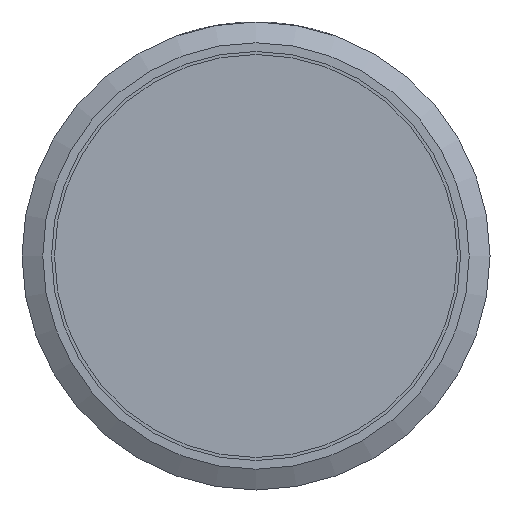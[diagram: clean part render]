
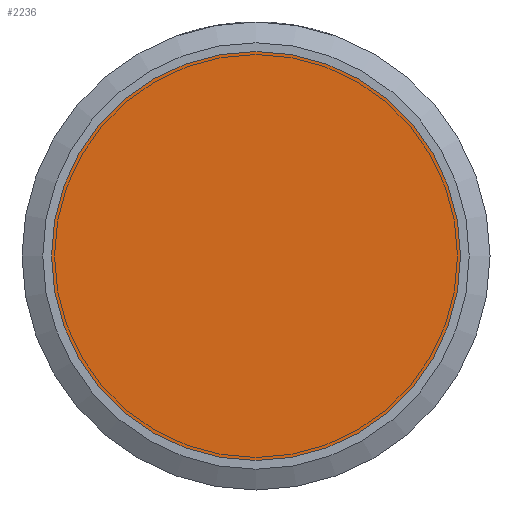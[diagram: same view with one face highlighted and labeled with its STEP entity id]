
A CAD part, front view. The second image highlights one B-rep face of the part: STEP entity #2236.
In plain terms, the highlighted planar face has unit normal (0, -1, 0).
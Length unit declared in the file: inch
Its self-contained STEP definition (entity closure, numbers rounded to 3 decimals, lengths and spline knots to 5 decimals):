
#375 = DIRECTION ( 'NONE',  ( 0., 1., 0. ) ) ;
#425 = CARTESIAN_POINT ( 'NONE',  ( 0.79808, 0.03915, 2.02208 ) ) ;
#669 = AXIS2_PLACEMENT_3D ( 'NONE', #425, #375, #3410 ) ;
#702 = DIRECTION ( 'NONE',  ( 0., 0., -1. ) ) ;
#1425 = EDGE_CURVE ( 'NONE', #2506, #2506, #1657, .T. ) ;
#1460 = PLANE ( 'NONE',  #1962 ) ;
#1657 = CIRCLE ( 'NONE', #669, 0.30966 ) ;
#1754 = FACE_OUTER_BOUND ( 'NONE', #3829, .T. ) ;
#1962 = AXIS2_PLACEMENT_3D ( 'NONE', #4885, #3740, #702 ) ;
#2236 = ADVANCED_FACE ( 'NONE', ( #1754 ), #1460, .T. ) ;
#2506 = VERTEX_POINT ( 'NONE', #4403 ) ;
#2723 = ORIENTED_EDGE ( 'NONE', *, *, #1425, .F. ) ;
#3410 = DIRECTION ( 'NONE',  ( 0., 0., -1. ) ) ;
#3740 = DIRECTION ( 'NONE',  ( 0., -1., 0. ) ) ;
#3829 = EDGE_LOOP ( 'NONE', ( #2723 ) ) ;
#4403 = CARTESIAN_POINT ( 'NONE',  ( 0.79808, 0.03915, 1.71242 ) ) ;
#4885 = CARTESIAN_POINT ( 'NONE',  ( 0.79808, 0.03915, 2.02208 ) ) ;
